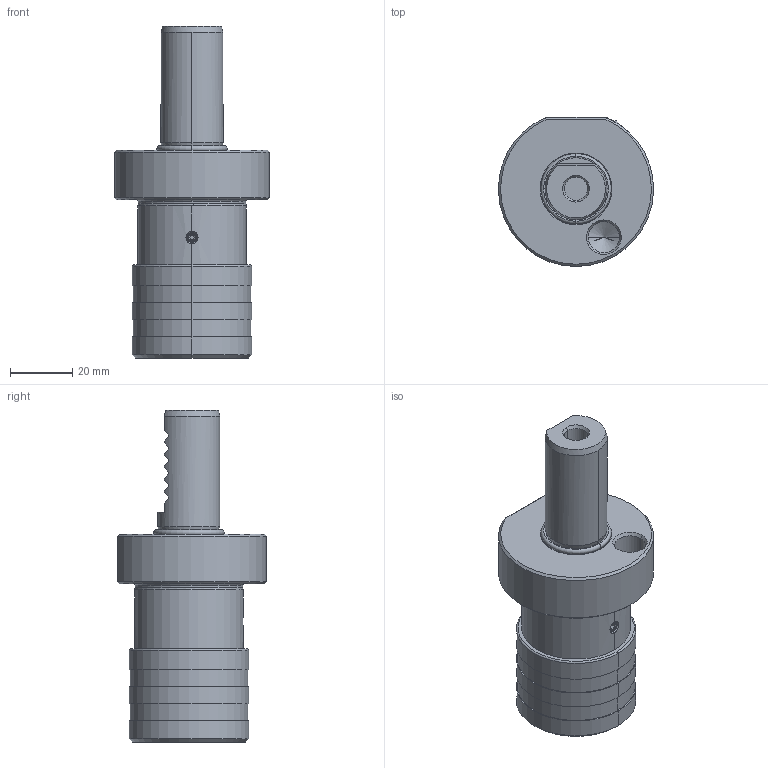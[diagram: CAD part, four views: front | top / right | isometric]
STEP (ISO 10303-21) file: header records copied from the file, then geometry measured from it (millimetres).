
FILE_DESCRIPTION((''),'2;1');
FILE_NAME('209_16_12','2020-11-13T',('101107'),(''),'CREO PARAMETRIC BY PTC INC, 2016260','CREO PARAMETRIC BY PTC INC, 2016260','');
FILE_SCHEMA(('CONFIG_CONTROL_DESIGN'));
Length unit declared in the file: millimetre
Products named in the file (1): 209_16_12
Bounding box: 49.98 x 48 x 107 mm (x, y, z)
Volume: 84691.1 mm3; surface area: 24115.1 mm2
Topology: 2 solids, 2 shells, 186 faces, 448 edges, 276 vertices
Faces by surface type: plane 73, cylinder 45, cone 42, torus 20, sphere 6
Entity records: 5796 total; most frequent: CARTESIAN_POINT 1492, DIRECTION 902, ORIENTED_EDGE 880, EDGE_CURVE 440, AXIS2_PLACEMENT_3D 368, VERTEX_POINT 276, EDGE_LOOP 206, FACE_OUTER_BOUND 186
